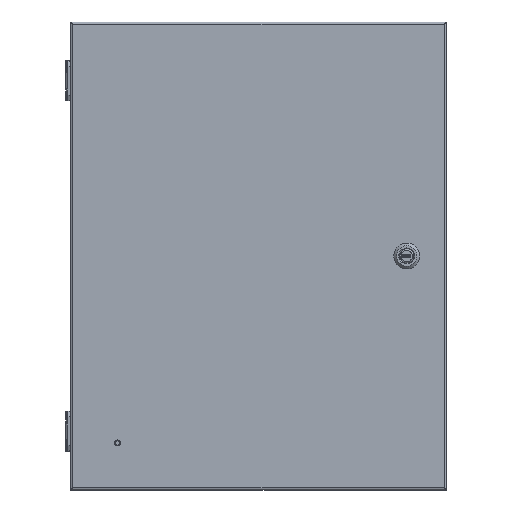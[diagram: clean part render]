
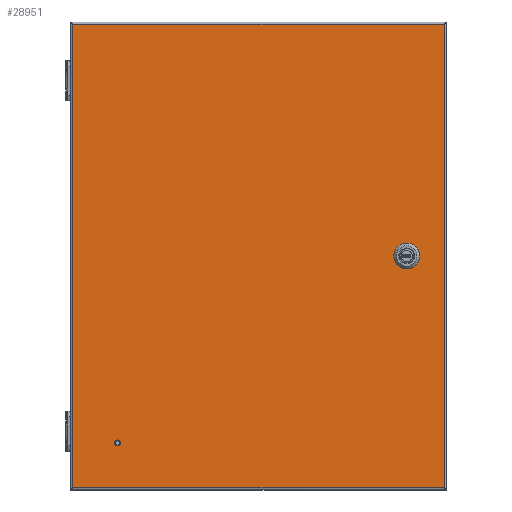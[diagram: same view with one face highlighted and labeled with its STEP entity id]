
A CAD part, top view. The second image highlights one B-rep face of the part: STEP entity #28951.
In plain terms, the highlighted planar face has unit normal (0, 0, 1).
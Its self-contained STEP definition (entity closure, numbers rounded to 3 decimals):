
#934 = EDGE_CURVE ( 'NONE', #47940, #156003, #93430, .T. ) ;
#6722 = VERTEX_POINT ( 'NONE', #133335 ) ;
#6796 = ORIENTED_EDGE ( 'NONE', *, *, #934, .T. ) ;
#7417 = CIRCLE ( 'NONE', #178232, 0.097 ) ;
#12067 = DIRECTION ( 'NONE',  ( -1., 0., 0. ) ) ;
#18554 = EDGE_CURVE ( 'NONE', #113426, #47940, #174473, .T. ) ;
#18675 = VECTOR ( 'NONE', #43654, 39.37 ) ;
#22568 = CIRCLE ( 'NONE', #129313, 0.443 ) ;
#25489 = CIRCLE ( 'NONE', #89539, 0.443 ) ;
#28858 = CARTESIAN_POINT ( 'NONE',  ( 6.868, 0.199, 8.107 ) ) ;
#28951 = ADVANCED_FACE ( 'NONE', ( #123351, #93798, #122409 ), #50786, .T. ) ;
#30462 = EDGE_CURVE ( 'NONE', #165922, #156660, #25489, .T. ) ;
#32233 = CARTESIAN_POINT ( 'NONE',  ( 6.472, 0., 8.107 ) ) ;
#37657 = CARTESIAN_POINT ( 'NONE',  ( 6.472, 0., 8.107 ) ) ;
#38386 = CARTESIAN_POINT ( 'NONE',  ( 8.11, 10.093, 8.107 ) ) ;
#39121 = DIRECTION ( 'NONE',  ( -1., 0., 0. ) ) ;
#42292 = ORIENTED_EDGE ( 'NONE', *, *, #186514, .T. ) ;
#43654 = DIRECTION ( 'NONE',  ( -1., 0., 0. ) ) ;
#44134 = CARTESIAN_POINT ( 'NONE',  ( 8.205, -0.396, 8.107 ) ) ;
#47940 = VERTEX_POINT ( 'NONE', #102440 ) ;
#50144 = EDGE_CURVE ( 'NONE', #156660, #50673, #69365, .T. ) ;
#50591 = CARTESIAN_POINT ( 'NONE',  ( 6.868, -10.188, 8.107 ) ) ;
#50673 = VERTEX_POINT ( 'NONE', #167499 ) ;
#50786 = PLANE ( 'NONE',  #71139 ) ;
#51192 = CARTESIAN_POINT ( 'NONE',  ( -6.219, -8.139, 8.107 ) ) ;
#51969 = DIRECTION ( 'NONE',  ( 0., 0., -1. ) ) ;
#52911 = DIRECTION ( 'NONE',  ( -1., 0., 0. ) ) ;
#54923 = CARTESIAN_POINT ( 'NONE',  ( -8.075, -10.093, 8.107 ) ) ;
#55836 = ORIENTED_EDGE ( 'NONE', *, *, #179614, .T. ) ;
#57195 = ORIENTED_EDGE ( 'NONE', *, *, #103061, .T. ) ;
#60733 = CARTESIAN_POINT ( 'NONE',  ( 6.671, -0.396, 8.107 ) ) ;
#61173 = ORIENTED_EDGE ( 'NONE', *, *, #18554, .T. ) ;
#61742 = ORIENTED_EDGE ( 'NONE', *, *, #141863, .T. ) ;
#63616 = AXIS2_PLACEMENT_3D ( 'NONE', #37657, #51969, #52911 ) ;
#64730 = DIRECTION ( 'NONE',  ( 0., -1., 0. ) ) ;
#65728 = ORIENTED_EDGE ( 'NONE', *, *, #30462, .T. ) ;
#66655 = EDGE_CURVE ( 'NONE', #6722, #165922, #157669, .T. ) ;
#69299 = VECTOR ( 'NONE', #168658, 39.37 ) ;
#69365 = LINE ( 'NONE', #157207, #69299 ) ;
#69705 = CIRCLE ( 'NONE', #94087, 0.443 ) ;
#70604 = ORIENTED_EDGE ( 'NONE', *, *, #185546, .T. ) ;
#71139 = AXIS2_PLACEMENT_3D ( 'NONE', #136769, #79446, #165403 ) ;
#71735 = DIRECTION ( 'NONE',  ( 1., 0., 0. ) ) ;
#71858 = DIRECTION ( 'NONE',  ( -1., 0., 0. ) ) ;
#73586 = DIRECTION ( 'NONE',  ( -1., 0., 0. ) ) ;
#73615 = ORIENTED_EDGE ( 'NONE', *, *, #50144, .T. ) ;
#74665 = CARTESIAN_POINT ( 'NONE',  ( 6.273, 0.396, 8.107 ) ) ;
#79446 = DIRECTION ( 'NONE',  ( 0., 0., 1. ) ) ;
#80173 = LINE ( 'NONE', #50591, #187764 ) ;
#85056 = CIRCLE ( 'NONE', #63616, 0.443 ) ;
#85370 = CARTESIAN_POINT ( 'NONE',  ( 6.868, -0.199, 8.107 ) ) ;
#85461 = VECTOR ( 'NONE', #71735, 39.37 ) ;
#89254 = VERTEX_POINT ( 'NONE', #85370 ) ;
#89539 = AXIS2_PLACEMENT_3D ( 'NONE', #96446, #171820, #39121 ) ;
#89621 = EDGE_LOOP ( 'NONE', ( #42292 ) ) ;
#89792 = DIRECTION ( 'NONE',  ( 0., 0., -1. ) ) ;
#93430 = LINE ( 'NONE', #108678, #111611 ) ;
#93798 = FACE_BOUND ( 'NONE', #89621, .T. ) ;
#94087 = AXIS2_PLACEMENT_3D ( 'NONE', #32233, #101069, #162093 ) ;
#95466 = DIRECTION ( 'NONE',  ( 0., -1., 0. ) ) ;
#96446 = CARTESIAN_POINT ( 'NONE',  ( 6.472, 0., 8.107 ) ) ;
#96746 = LINE ( 'NONE', #171163, #110277 ) ;
#101069 = DIRECTION ( 'NONE',  ( 0., 0., -1. ) ) ;
#102440 = CARTESIAN_POINT ( 'NONE',  ( -8.075, 10.093, 8.107 ) ) ;
#103061 = EDGE_CURVE ( 'NONE', #122166, #153378, #188355, .T. ) ;
#103199 = CARTESIAN_POINT ( 'NONE',  ( 6.472, 0., 8.107 ) ) ;
#104456 = VECTOR ( 'NONE', #71858, 39.37 ) ;
#106375 = EDGE_LOOP ( 'NONE', ( #65728, #73615, #70604, #144617, #137447, #57195, #61742, #181052 ) ) ;
#108678 = CARTESIAN_POINT ( 'NONE',  ( -8.075, -10.188, 8.107 ) ) ;
#110277 = VECTOR ( 'NONE', #112000, 39.37 ) ;
#111611 = VECTOR ( 'NONE', #64730, 39.37 ) ;
#112000 = DIRECTION ( 'NONE',  ( 0., 1., 0. ) ) ;
#113426 = VERTEX_POINT ( 'NONE', #38386 ) ;
#113832 = EDGE_CURVE ( 'NONE', #124854, #89254, #80173, .T. ) ;
#117724 = EDGE_CURVE ( 'NONE', #176233, #113426, #96746, .T. ) ;
#118509 = CARTESIAN_POINT ( 'NONE',  ( 8.11, -10.093, 8.107 ) ) ;
#122166 = VERTEX_POINT ( 'NONE', #60733 ) ;
#122409 = FACE_OUTER_BOUND ( 'NONE', #125792, .T. ) ;
#123351 = FACE_BOUND ( 'NONE', #106375, .T. ) ;
#124851 = ORIENTED_EDGE ( 'NONE', *, *, #117724, .T. ) ;
#124854 = VERTEX_POINT ( 'NONE', #28858 ) ;
#125792 = EDGE_LOOP ( 'NONE', ( #6796, #55836, #124851, #61173 ) ) ;
#128987 = DIRECTION ( 'NONE',  ( 0., 1., 0. ) ) ;
#129313 = AXIS2_PLACEMENT_3D ( 'NONE', #103199, #89792, #73586 ) ;
#130601 = VECTOR ( 'NONE', #128987, 39.37 ) ;
#133335 = CARTESIAN_POINT ( 'NONE',  ( 6.076, -0.199, 8.107 ) ) ;
#136240 = VERTEX_POINT ( 'NONE', #51192 ) ;
#136769 = CARTESIAN_POINT ( 'NONE',  ( 8.205, -10.188, 8.107 ) ) ;
#137447 = ORIENTED_EDGE ( 'NONE', *, *, #179138, .T. ) ;
#141863 = EDGE_CURVE ( 'NONE', #153378, #6722, #85056, .T. ) ;
#144617 = ORIENTED_EDGE ( 'NONE', *, *, #113832, .T. ) ;
#153378 = VERTEX_POINT ( 'NONE', #158835 ) ;
#156003 = VERTEX_POINT ( 'NONE', #54923 ) ;
#156660 = VERTEX_POINT ( 'NONE', #74665 ) ;
#157207 = CARTESIAN_POINT ( 'NONE',  ( 8.205, 0.396, 8.107 ) ) ;
#157669 = LINE ( 'NONE', #169139, #130601 ) ;
#158835 = CARTESIAN_POINT ( 'NONE',  ( 6.273, -0.396, 8.107 ) ) ;
#160981 = DIRECTION ( 'NONE',  ( 0., 0., -1. ) ) ;
#161080 = CARTESIAN_POINT ( 'NONE',  ( 8.205, 10.093, 8.107 ) ) ;
#162093 = DIRECTION ( 'NONE',  ( -1., 0., 0. ) ) ;
#165403 = DIRECTION ( 'NONE',  ( -1., 0., 0. ) ) ;
#165922 = VERTEX_POINT ( 'NONE', #175166 ) ;
#167499 = CARTESIAN_POINT ( 'NONE',  ( 6.671, 0.396, 8.107 ) ) ;
#168658 = DIRECTION ( 'NONE',  ( 1., 0., 0. ) ) ;
#169139 = CARTESIAN_POINT ( 'NONE',  ( 6.076, -10.188, 8.107 ) ) ;
#171163 = CARTESIAN_POINT ( 'NONE',  ( 8.11, -10.188, 8.107 ) ) ;
#171820 = DIRECTION ( 'NONE',  ( 0., 0., -1. ) ) ;
#172959 = LINE ( 'NONE', #182792, #85461 ) ;
#174371 = CARTESIAN_POINT ( 'NONE',  ( -6.122, -8.139, 8.107 ) ) ;
#174473 = LINE ( 'NONE', #161080, #18675 ) ;
#175166 = CARTESIAN_POINT ( 'NONE',  ( 6.076, 0.199, 8.107 ) ) ;
#176233 = VERTEX_POINT ( 'NONE', #118509 ) ;
#178232 = AXIS2_PLACEMENT_3D ( 'NONE', #174371, #160981, #12067 ) ;
#179138 = EDGE_CURVE ( 'NONE', #89254, #122166, #69705, .T. ) ;
#179614 = EDGE_CURVE ( 'NONE', #156003, #176233, #172959, .T. ) ;
#181052 = ORIENTED_EDGE ( 'NONE', *, *, #66655, .T. ) ;
#182792 = CARTESIAN_POINT ( 'NONE',  ( 8.205, -10.093, 8.107 ) ) ;
#185546 = EDGE_CURVE ( 'NONE', #50673, #124854, #22568, .T. ) ;
#186514 = EDGE_CURVE ( 'NONE', #136240, #136240, #7417, .T. ) ;
#187764 = VECTOR ( 'NONE', #95466, 39.37 ) ;
#188355 = LINE ( 'NONE', #44134, #104456 ) ;
